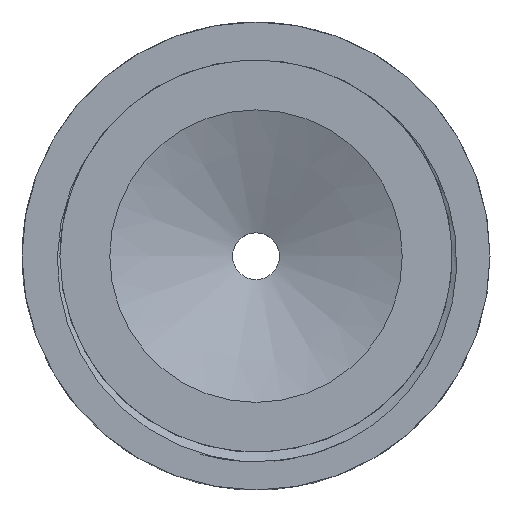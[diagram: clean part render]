
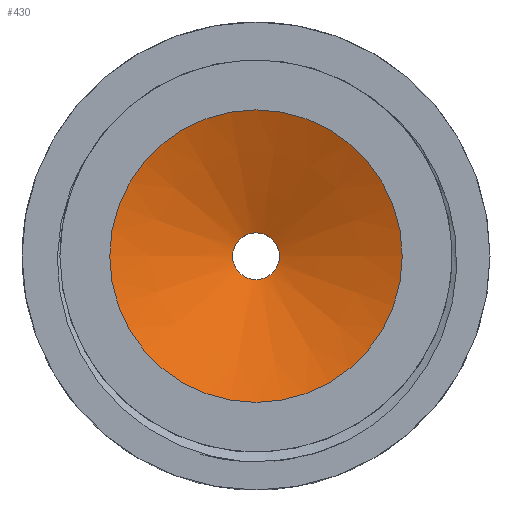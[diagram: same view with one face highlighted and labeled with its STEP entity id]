
A CAD part, top view. The second image highlights one B-rep face of the part: STEP entity #430.
In plain terms, the highlighted conical face has half-angle 68.199 degrees and reference radius 7.25 mm.
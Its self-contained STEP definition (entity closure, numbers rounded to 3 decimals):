
#20=CONICAL_SURFACE('',#480,7.25,1.19);
#53=FACE_OUTER_BOUND('',#81,.T.);
#81=EDGE_LOOP('',(#385,#386,#387,#388));
#97=CIRCLE('',#479,12.5);
#98=CIRCLE('',#481,2.);
#145=LINE('',#2262,#166);
#166=VECTOR('',#574,7.25);
#206=VERTEX_POINT('',#2258);
#207=VERTEX_POINT('',#2261);
#266=EDGE_CURVE('',#206,#206,#97,.T.);
#267=EDGE_CURVE('',#206,#207,#145,.T.);
#268=EDGE_CURVE('',#207,#207,#98,.T.);
#385=ORIENTED_EDGE('',*,*,#266,.T.);
#386=ORIENTED_EDGE('',*,*,#267,.T.);
#387=ORIENTED_EDGE('',*,*,#268,.F.);
#388=ORIENTED_EDGE('',*,*,#267,.F.);
#430=ADVANCED_FACE('',(#53),#20,.F.);
#479=AXIS2_PLACEMENT_3D('',#2259,#570,#571);
#480=AXIS2_PLACEMENT_3D('',#2260,#572,#573);
#481=AXIS2_PLACEMENT_3D('',#2263,#575,#576);
#570=DIRECTION('center_axis',(0.,0.,1.));
#571=DIRECTION('ref_axis',(1.,0.,0.));
#572=DIRECTION('center_axis',(0.,0.,1.));
#573=DIRECTION('ref_axis',(1.,0.,0.));
#574=DIRECTION('',(0.928,0.,-0.371));
#575=DIRECTION('center_axis',(0.,0.,1.));
#576=DIRECTION('ref_axis',(1.,0.,0.));
#2258=CARTESIAN_POINT('',(-12.5,0.,91.2));
#2259=CARTESIAN_POINT('Origin',(0.,0.,91.2));
#2260=CARTESIAN_POINT('Origin',(0.,0.,89.1));
#2261=CARTESIAN_POINT('',(-2.,0.,87.));
#2262=CARTESIAN_POINT('',(-7.25,0.,89.1));
#2263=CARTESIAN_POINT('Origin',(0.,0.,87.));
